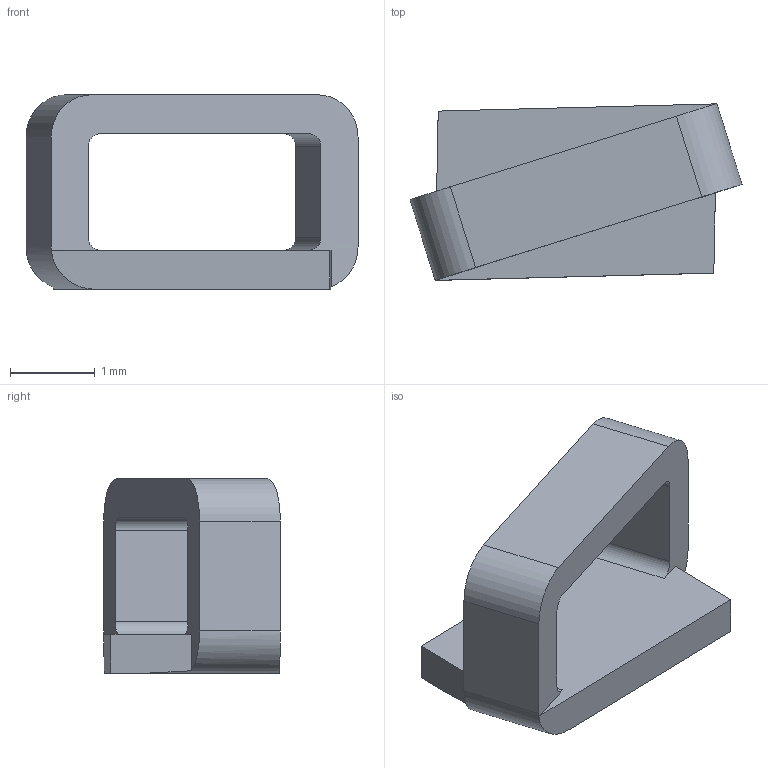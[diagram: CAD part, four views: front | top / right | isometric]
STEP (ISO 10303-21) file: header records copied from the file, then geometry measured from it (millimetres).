
FILE_DESCRIPTION( ( '' ), ' ' );
FILE_NAME( '5a0ed13f4fdbcd0f63da007f.step', '2017-11-17T12:08:31', ( '' ), ( '' ), ' ', ' ', ' ' );
FILE_SCHEMA( ( 'AUTOMOTIVE_DESIGN { 1 0 10303 214 1 1 1 1 }' ) );
Length unit declared in the file: metre
Products named in the file (1): Open CASCADE STEP translator 6.8 1
Bounding box: 3.93 x 2.09 x 2.3 mm (x, y, z)
Volume: 6 mm3; surface area: 35.7 mm2
Topology: 1 solids, 1 shells, 22 faces, 64 edges, 42 vertices
Faces by surface type: plane 14, cylinder 8
Entity records: 1264 total; most frequent: CARTESIAN_POINT 159, ORIENTED_EDGE 128, DIRECTION 122, STYLED_ITEM 86, PRESENTATION_STYLE_ASSIGNMENT 86, COLOUR_RGB 86, EDGE_CURVE 64, CURVE_STYLE 64
